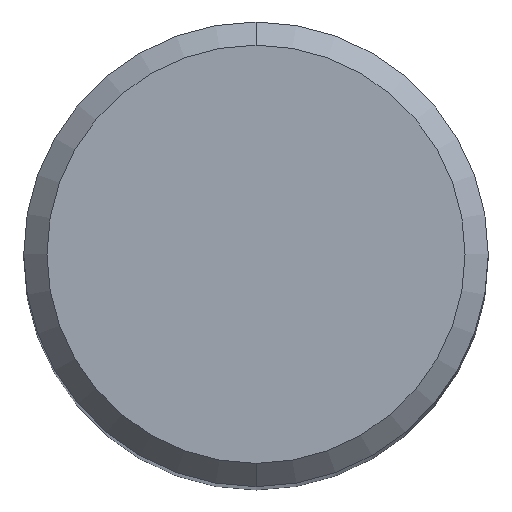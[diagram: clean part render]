
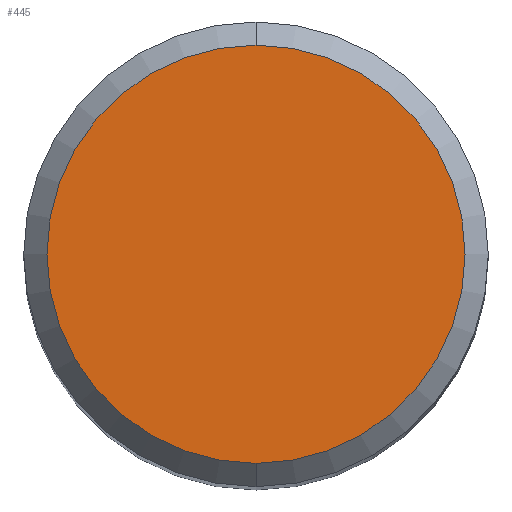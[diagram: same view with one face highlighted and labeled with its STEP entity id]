
A CAD part, top view. The second image highlights one B-rep face of the part: STEP entity #445.
In plain terms, the highlighted planar face has unit normal (0, 0, 1).
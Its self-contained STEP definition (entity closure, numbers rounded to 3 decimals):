
#259=VERTEX_POINT('',#574);
#381=EDGE_CURVE('',#259,#403,#709,.T.);
#403=VERTEX_POINT('',#736);
#413=EDGE_CURVE('',#403,#259,#746,.T.);
#445=ADVANCED_FACE('',(#781),#782,.T.);
#574=CARTESIAN_POINT('',(0.0,4.5,0.0));
#709=CIRCLE('',#1294,4.5);
#736=CARTESIAN_POINT('',(0.,-4.5,0.0));
#746=CIRCLE('',#1340,4.5);
#781=FACE_OUTER_BOUND('',#1435,.T.);
#782=PLANE('',#1436);
#1294=AXIS2_PLACEMENT_3D('',#1728,#1729,#1730);
#1340=AXIS2_PLACEMENT_3D('',#1791,#1792,#1793);
#1435=EDGE_LOOP('',(#1828,#1829));
#1436=AXIS2_PLACEMENT_3D('',#1830,#1831,#1832);
#1728=CARTESIAN_POINT('',(0.0,0.0,0.0));
#1729=DIRECTION('',(0.0,0.0,-1.0));
#1730=DIRECTION('',(0.0,1.0,0.0));
#1791=CARTESIAN_POINT('',(0.0,0.0,0.0));
#1792=DIRECTION('',(0.0,0.0,-1.0));
#1793=DIRECTION('',(0.0,1.0,0.0));
#1828=ORIENTED_EDGE('',*,*,#381,.F.);
#1829=ORIENTED_EDGE('',*,*,#413,.F.);
#1830=CARTESIAN_POINT('',(0.0,2.25,0.0));
#1831=DIRECTION('',(-0.0,0.0,1.0));
#1832=DIRECTION('',(0.0,-1.0,0.0));
